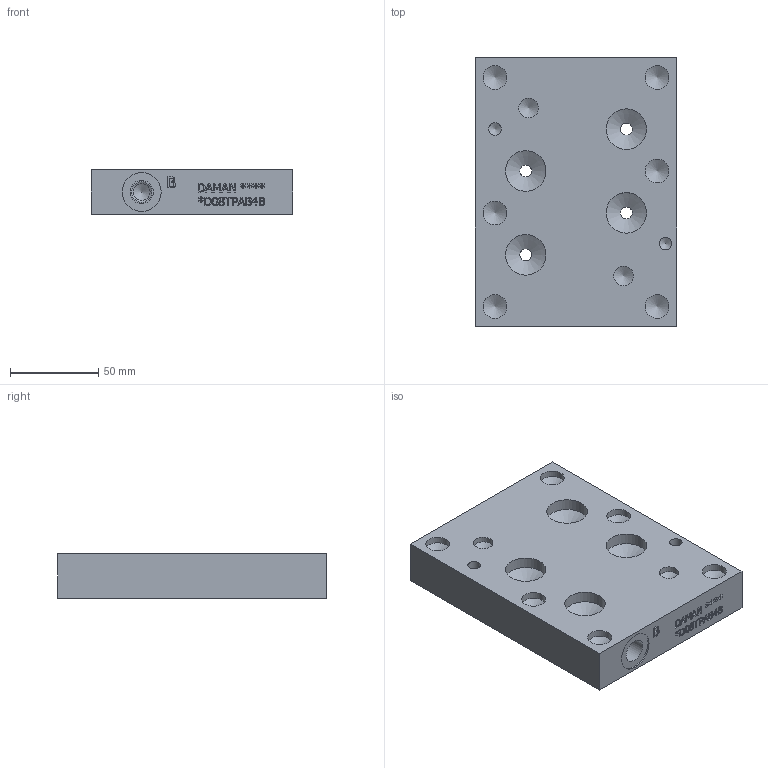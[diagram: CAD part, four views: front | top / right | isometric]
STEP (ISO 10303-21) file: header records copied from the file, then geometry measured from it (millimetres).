
FILE_DESCRIPTION(/* description */ (''),/* implementation_level */ '2;1');
FILE_NAME(/* name */ '_D08TPAB4B.stp',/* time_stamp */ '2020-03-12T07:50:40-04:00',/* author */ ('alexanderw'),/* organization */ (''),/* preprocessor_version */ 'ST-DEVELOPER v17',/* originating_system */ 'Autodesk Inventor 2019',/* authorisation */ '');
FILE_SCHEMA (('AUTOMOTIVE_DESIGN { 1 0 10303 214 3 1 1 }'));
Length unit declared in the file: millimetre
Products named in the file (1): Part_DD08TPAB4B_3D
Bounding box: 114.3 x 152.4 x 25.4 mm (x, y, z)
Volume: 383229 mm3; surface area: 59619.4 mm2
Topology: 1 solids, 1 shells, 456 faces, 1256 edges, 850 vertices
Faces by surface type: plane 285, bspline 97, cylinder 42, cone 32
Full cylindrical faces by diameter (mm): 6.35 x2, 7.137 x2, 9.525 x2, 11.113 x1, 11.125 x3, 11.684 x2, 13.259 x2, 13.487 x12, 22.123 x2, 23.012 x6, 23.017 x2, 25.4 x2, 33.35 x4
Entity records: 15285 total; most frequent: CARTESIAN_POINT 3802, ORIENTED_EDGE 2468, DIRECTION 1924, EDGE_CURVE 1234, LINE 876, VECTOR 876, VERTEX_POINT 850, EDGE_LOOP 534
